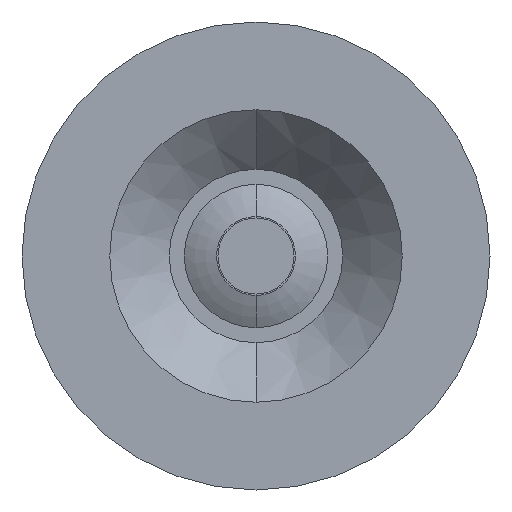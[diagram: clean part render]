
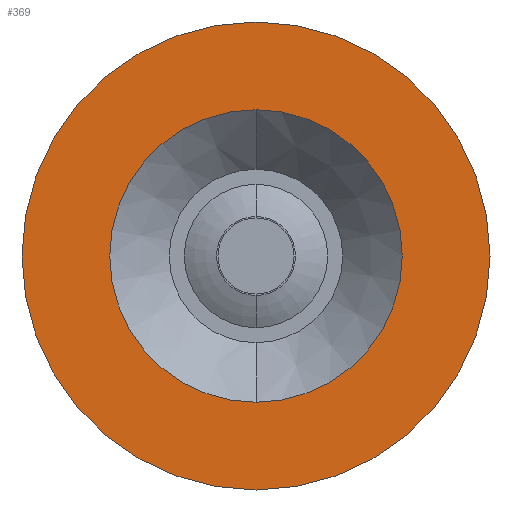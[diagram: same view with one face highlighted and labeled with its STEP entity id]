
A CAD part, front view. The second image highlights one B-rep face of the part: STEP entity #369.
In plain terms, the highlighted planar face has unit normal (0, -1, 0).
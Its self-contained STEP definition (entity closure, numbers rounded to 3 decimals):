
#73 = EDGE_CURVE ( 'NONE', #1695, #85, #1115, .T. ) ;
#85 = VERTEX_POINT ( 'NONE', #742 ) ;
#142 = DIRECTION ( 'NONE',  ( 0., -1., 0. ) ) ;
#169 = EDGE_LOOP ( 'NONE', ( #1708, #235 ) ) ;
#170 = EDGE_CURVE ( 'NONE', #1772, #1453, #1514, .T. ) ;
#235 = ORIENTED_EDGE ( 'NONE', *, *, #170, .T. ) ;
#346 = FACE_OUTER_BOUND ( 'NONE', #169, .T. ) ;
#369 = ADVANCED_FACE ( 'NONE', ( #1376, #346 ), #2047, .F. ) ;
#403 = CARTESIAN_POINT ( 'NONE',  ( 0., 0., 40. ) ) ;
#444 = AXIS2_PLACEMENT_3D ( 'NONE', #1754, #563, #1238 ) ;
#462 = DIRECTION ( 'NONE',  ( 0., -1., 0. ) ) ;
#475 = CARTESIAN_POINT ( 'NONE',  ( 0., 0., -40. ) ) ;
#535 = DIRECTION ( 'NONE',  ( 0., 1., 0. ) ) ;
#563 = DIRECTION ( 'NONE',  ( 0., 1., 0. ) ) ;
#742 = CARTESIAN_POINT ( 'NONE',  ( 0., 0., 25. ) ) ;
#783 = CARTESIAN_POINT ( 'NONE',  ( 0., 0., 0. ) ) ;
#867 = AXIS2_PLACEMENT_3D ( 'NONE', #2099, #1255, #2121 ) ;
#907 = CIRCLE ( 'NONE', #867, 25. ) ;
#1099 = ORIENTED_EDGE ( 'NONE', *, *, #1883, .T. ) ;
#1115 = CIRCLE ( 'NONE', #444, 25. ) ;
#1175 = CARTESIAN_POINT ( 'NONE',  ( -40., 0., 0. ) ) ;
#1238 = DIRECTION ( 'NONE',  ( 0., 0., 1. ) ) ;
#1255 = DIRECTION ( 'NONE',  ( 0., 1., 0. ) ) ;
#1279 = AXIS2_PLACEMENT_3D ( 'NONE', #1175, #535, #2033 ) ;
#1318 = DIRECTION ( 'NONE',  ( 0., 0., -1. ) ) ;
#1376 = FACE_BOUND ( 'NONE', #1954, .T. ) ;
#1425 = EDGE_CURVE ( 'NONE', #1453, #1772, #1648, .T. ) ;
#1453 = VERTEX_POINT ( 'NONE', #475 ) ;
#1474 = DIRECTION ( 'NONE',  ( 0., 0., -1. ) ) ;
#1501 = CARTESIAN_POINT ( 'NONE',  ( 0., 0., 0. ) ) ;
#1514 = CIRCLE ( 'NONE', #1817, 40. ) ;
#1648 = CIRCLE ( 'NONE', #1725, 40. ) ;
#1695 = VERTEX_POINT ( 'NONE', #1697 ) ;
#1697 = CARTESIAN_POINT ( 'NONE',  ( 0., 0., -25. ) ) ;
#1708 = ORIENTED_EDGE ( 'NONE', *, *, #1425, .T. ) ;
#1725 = AXIS2_PLACEMENT_3D ( 'NONE', #1501, #142, #1474 ) ;
#1754 = CARTESIAN_POINT ( 'NONE',  ( 0., 0., 0. ) ) ;
#1772 = VERTEX_POINT ( 'NONE', #403 ) ;
#1817 = AXIS2_PLACEMENT_3D ( 'NONE', #783, #462, #1318 ) ;
#1883 = EDGE_CURVE ( 'NONE', #85, #1695, #907, .T. ) ;
#1954 = EDGE_LOOP ( 'NONE', ( #1099, #2035 ) ) ;
#2033 = DIRECTION ( 'NONE',  ( 0., 0., 1. ) ) ;
#2035 = ORIENTED_EDGE ( 'NONE', *, *, #73, .T. ) ;
#2047 = PLANE ( 'NONE',  #1279 ) ;
#2099 = CARTESIAN_POINT ( 'NONE',  ( 0., 0., 0. ) ) ;
#2121 = DIRECTION ( 'NONE',  ( 0., 0., 1. ) ) ;
